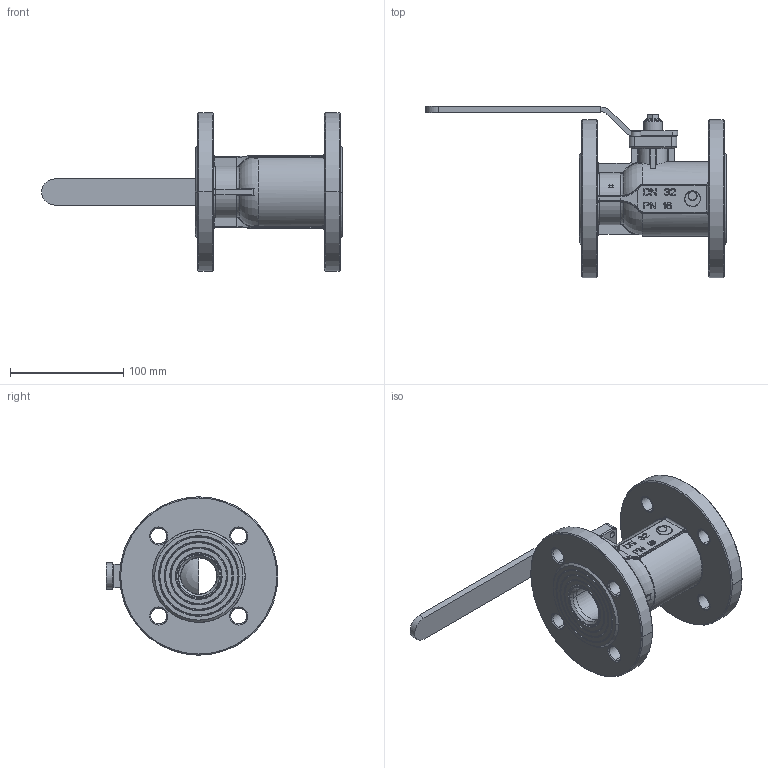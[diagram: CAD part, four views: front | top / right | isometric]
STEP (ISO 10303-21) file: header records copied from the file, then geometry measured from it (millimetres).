
FILE_DESCRIPTION(/* description */ ('Unknown'),/* implementation_level */ '2;1');
FILE_NAME(/* name */ '909-07_(4.150_160.032)',/* time_stamp */ '2021-04-28T13:07:49+02:00',/* author */ ('Unknown'),/* organization */ ('Unknown'),/* preprocessor_version */ 'ST-DEVELOPER v16.7',/* originating_system */ 'Solid Edge',/* authorisation */ 'Unknown');
FILE_SCHEMA (('AUTOMOTIVE_DESIGN {1 0 10303 214 3 1 1}'));
Length unit declared in the file: millimetre
Products named in the file (3): 4.150_160.032; TRM_SRF; ivr-77-78-dn32
Assembly tree (2 placements, depth 2):
  4.150_160.032
    TRM_SRF
    ivr-77-78-dn32
Bounding box: 266 x 152 x 140 mm (x, y, z)
Volume: 54836.7 mm3; surface area: 208563.6 mm2
Topology: 10 solids, 969 shells, 1556 faces, 6453 edges, 5865 vertices
Faces by surface type: plane 893, cylinder 265, bspline 151, cone 124, torus 87, sphere 36
Full cylindrical faces by diameter (mm): 4.4 x1, 4.5 x1, 5 x1, 6.5 x1, 8.4 x1, 8.5 x1, 8.95 x3, 11.7 x5, 11.85 x1, 11.9 x1, 12 x1, 12.5 x1, 14 x3, 16 x8, 16.5 x1, 17.3 x1, 19 x2, 32 x1, 40.7 x1, 40.75 x2, 48 x1, 74 x1
Entity records: 84614 total; most frequent: CARTESIAN_POINT 26379, DIRECTION 8764, ORIENTED_EDGE 7708, EDGE_CURVE 6328, VERTEX_POINT 5866, LINE 4152, VECTOR 4152, AXIS2_PLACEMENT_3D 2306
